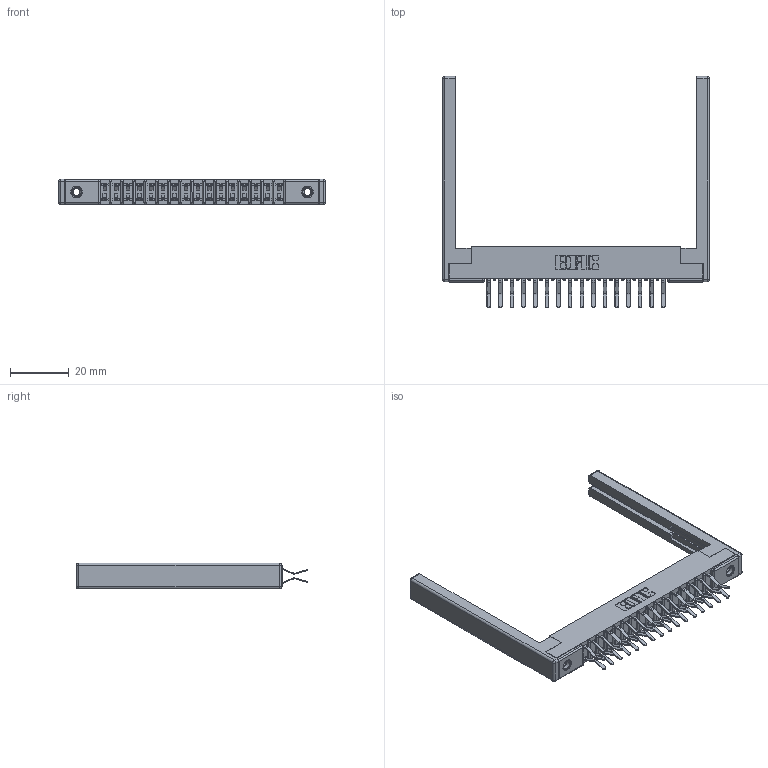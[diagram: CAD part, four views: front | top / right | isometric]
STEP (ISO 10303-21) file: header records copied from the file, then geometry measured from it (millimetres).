
FILE_DESCRIPTION (( 'STEP AP203' ), '1' );
FILE_NAME ('307-032-460-268.STEP', '2020-09-29T15:16:12', ( '' ), ( '' ), 'SwSTEP 2.0', 'SolidWorks 2020', '' );
FILE_SCHEMA (( 'CONFIG_CONTROL_DESIGN' ));
Length unit declared in the file: inch
Products named in the file (5): 307-220-068; 307-290-001_560; 307-032-460-268; 307 Part_.156 Dia Mounting Holes; 345-250-001_345-250-001-102
Assembly tree (37 placements, depth 2):
  307-032-460-268
    307 Part_.156 Dia Mounting Holes
    307-290-001_560  x32
    307-220-068  x2
    345-250-001_345-250-001-102  x2
Bounding box: 90.83 x 78.69 x 8.71 mm (x, y, z)
Volume: 10543.3 mm3; surface area: 14538.6 mm2
Topology: 37 solids, 37 shells, 1889 faces, 5257 edges, 3394 vertices
Faces by surface type: plane 1214, cylinder 617, sphere 42, cone 12, torus 4
Entity records: 20297 total; most frequent: CARTESIAN_POINT 3305, DIRECTION 3264, ORIENTED_EDGE 3264, EDGE_CURVE 1632, LINE 1238, VECTOR 1238, VERTEX_POINT 1054, AXIS2_PLACEMENT_3D 1013
